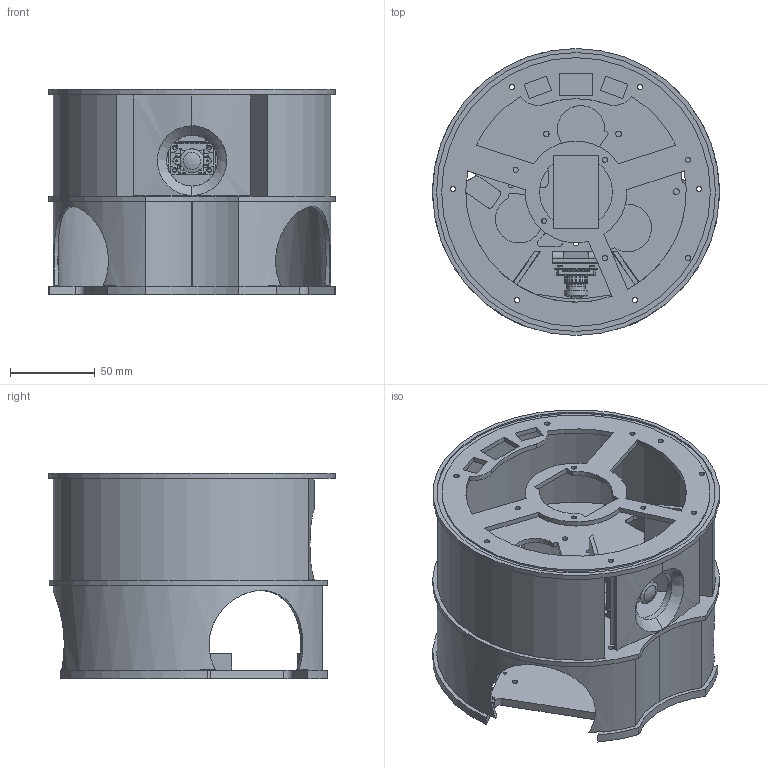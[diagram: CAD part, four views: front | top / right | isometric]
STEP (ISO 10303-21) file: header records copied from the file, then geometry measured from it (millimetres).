
FILE_DESCRIPTION(/* description */ (''),/* implementation_level */ '2;1');
FILE_NAME(/* name */ 'Futbalista3 full.step',/* time_stamp */ '2023-04-09T16:24:44+02:00',/* author */ (''),/* organization */ (''),/* preprocessor_version */ 'ST-DEVELOPER v19.2',/* originating_system */ 'Autodesk Translation Framework v11.17.0.187',/* authorisation */ '');
FILE_SCHEMA (('AUTOMOTIVE_DESIGN { 1 0 10303 214 3 1 1 }'));
Length unit declared in the file: millimetre
Products named in the file (4): Futbalista; rpiCameraMAssembly; rpiCameraM; rpiCameraM_lens
Assembly tree (3 placements, depth 3):
  Futbalista
    rpiCameraMAssembly
      rpiCameraM
      rpiCameraM_lens
Bounding box: 169.2 x 169.2 x 121 mm (x, y, z)
Volume: 307730.5 mm3; surface area: 234991.4 mm2
Topology: 9 solids, 9 shells, 882 faces, 2365 edges, 1526 vertices
Faces by surface type: plane 547, cylinder 282, torus 38, bspline 9, sphere 6
Full cylindrical faces by diameter (mm): 1 x2, 1.7 x24, 2.2 x4, 2.4 x4, 3 x11, 3.2 x27, 3.4 x11, 3.5 x1, 10 x1, 10.7 x1, 11.2 x2, 14 x1, 30 x1, 158.4 x1, 164.4 x1, 169.2 x1
Entity records: 30663 total; most frequent: CARTESIAN_POINT 7152, DIRECTION 4728, ORIENTED_EDGE 4722, EDGE_CURVE 2361, LINE 1630, VECTOR 1630, AXIS2_PLACEMENT_3D 1549, VERTEX_POINT 1526
